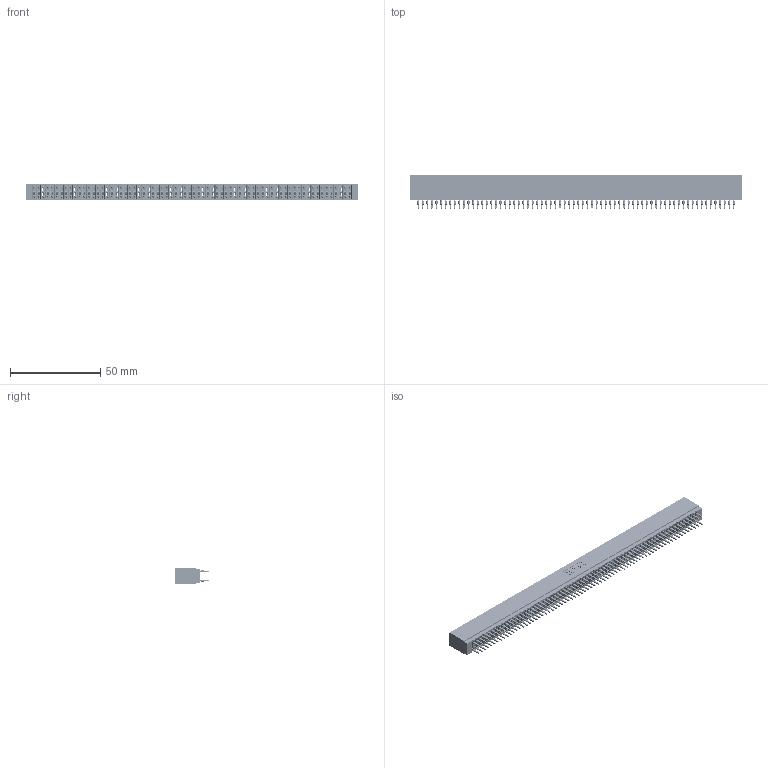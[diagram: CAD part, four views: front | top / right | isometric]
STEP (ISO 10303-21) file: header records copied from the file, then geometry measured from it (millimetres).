
FILE_DESCRIPTION (( 'STEP AP203' ), '1' );
FILE_NAME ('725-140-560-201.STEP', '2020-09-10T12:13:56', ( '' ), ( '' ), 'SwSTEP 2.0', 'SolidWorks 2020', '' );
FILE_SCHEMA (( 'CONFIG_CONTROL_DESIGN' ));
Length unit declared in the file: inch
Products named in the file (3): 725-140-560-201; 745-292-001_560; 725 Part_Insulator Option - 01
Assembly tree (141 placements, depth 2):
  725-140-560-201
    725 Part_Insulator Option - 01
    745-292-001_560  x140
Bounding box: 184.4 x 18.81 x 8.89 mm (x, y, z)
Volume: 15000.3 mm3; surface area: 34491.7 mm2
Topology: 141 solids, 141 shells, 13885 faces, 37984 edges, 24108 vertices
Faces by surface type: plane 7195, cylinder 3050, bspline 2800, torus 840
Entity records: 114317 total; most frequent: CARTESIAN_POINT 20321, ORIENTED_EDGE 19812, DIRECTION 17290, EDGE_CURVE 9906, VECTOR 9296, LINE 9296, VERTEX_POINT 6316, AXIS2_PLACEMENT_3D 3997
